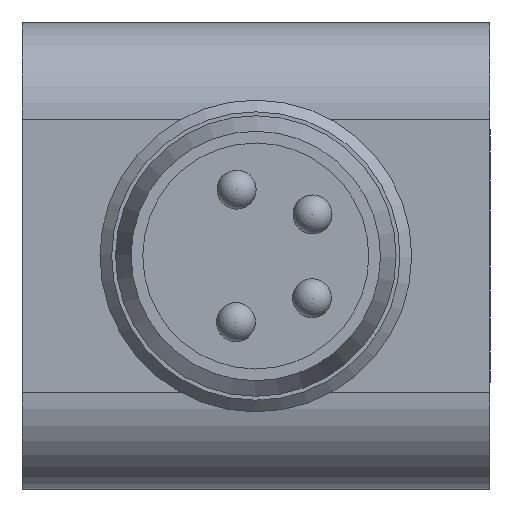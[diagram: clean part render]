
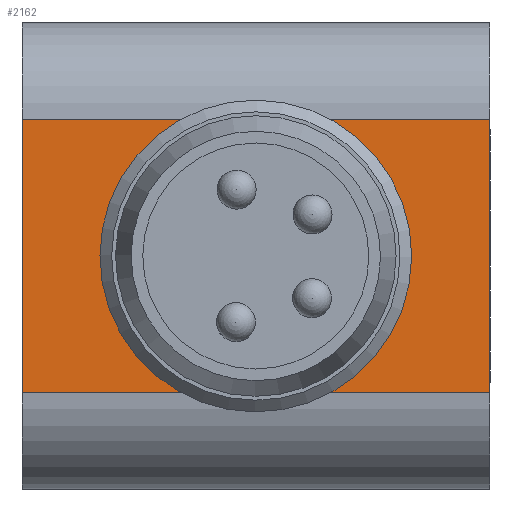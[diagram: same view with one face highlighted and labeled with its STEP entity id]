
A CAD part, left-side view. The second image highlights one B-rep face of the part: STEP entity #2162.
In plain terms, the highlighted planar face has unit normal (-1, 0, 0).
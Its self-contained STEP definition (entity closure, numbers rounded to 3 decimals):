
#101=FACE_BOUND('',#382,.T.);
#129=PLANE('',#2409);
#230=FACE_OUTER_BOUND('',#381,.T.);
#381=EDGE_LOOP('',(#1612,#1613,#1614,#1615));
#382=EDGE_LOOP('',(#1616));
#485=LINE('',#3633,#593);
#496=LINE('',#3680,#604);
#497=LINE('',#3683,#605);
#498=LINE('',#3684,#606);
#593=VECTOR('',#2830,10.);
#604=VECTOR('',#2883,10.);
#605=VECTOR('',#2886,10.);
#606=VECTOR('',#2887,10.);
#703=CIRCLE('',#2311,3.35);
#856=VERTEX_POINT('',#3482);
#909=VERTEX_POINT('',#3630);
#910=VERTEX_POINT('',#3632);
#925=VERTEX_POINT('',#3678);
#926=VERTEX_POINT('',#3682);
#1078=EDGE_CURVE('',#856,#856,#703,.T.);
#1148=EDGE_CURVE('',#909,#910,#485,.T.);
#1172=EDGE_CURVE('',#910,#925,#496,.T.);
#1173=EDGE_CURVE('',#926,#909,#497,.T.);
#1174=EDGE_CURVE('',#926,#925,#498,.T.);
#1612=ORIENTED_EDGE('',*,*,#1173,.F.);
#1613=ORIENTED_EDGE('',*,*,#1174,.T.);
#1614=ORIENTED_EDGE('',*,*,#1172,.F.);
#1615=ORIENTED_EDGE('',*,*,#1148,.F.);
#1616=ORIENTED_EDGE('',*,*,#1078,.T.);
#2162=ADVANCED_FACE('',(#230,#101),#129,.T.);
#2311=AXIS2_PLACEMENT_3D('',#3483,#2657,#2658);
#2409=AXIS2_PLACEMENT_3D('',#3681,#2884,#2885);
#2657=DIRECTION('center_axis',(1.,0.,0.));
#2658=DIRECTION('ref_axis',(0.,1.,0.006));
#2830=DIRECTION('',(0.,0.,-1.));
#2883=DIRECTION('',(0.,1.,0.));
#2884=DIRECTION('center_axis',(-1.,0.,0.));
#2885=DIRECTION('ref_axis',(0.,1.,0.));
#2886=DIRECTION('',(0.,-1.,0.));
#2887=DIRECTION('',(0.,0.,-1.));
#3482=CARTESIAN_POINT('',(-37.5,-3.35,-6.019));
#3483=CARTESIAN_POINT('Origin',(-37.5,0.,-6.));
#3630=CARTESIAN_POINT('',(-37.5,-6.,-2.5));
#3632=CARTESIAN_POINT('',(-37.5,-6.,-9.5));
#3633=CARTESIAN_POINT('',(-37.5,-6.,0.));
#3678=CARTESIAN_POINT('',(-37.5,6.,-9.5));
#3680=CARTESIAN_POINT('',(-37.5,-3.,-9.5));
#3681=CARTESIAN_POINT('Origin',(-37.5,-6.,0.));
#3682=CARTESIAN_POINT('',(-37.5,6.,-2.5));
#3683=CARTESIAN_POINT('',(-37.5,-3.,-2.5));
#3684=CARTESIAN_POINT('',(-37.5,6.,0.));
